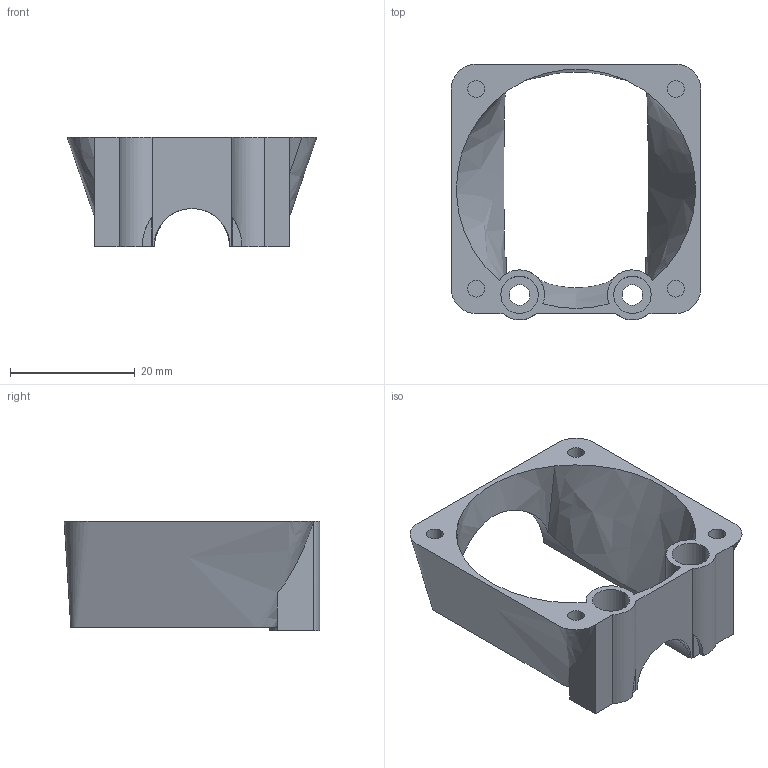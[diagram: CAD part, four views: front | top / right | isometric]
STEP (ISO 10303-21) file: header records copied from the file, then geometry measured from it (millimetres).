
FILE_DESCRIPTION (( 'STEP AP214' ), '1' );
FILE_NAME ('V6_adapter_up.STEP', '2025-02-14T07:20:38', ( '' ), ( '' ), 'SwSTEP 2.0', 'SolidWorks 2024', '' );
FILE_SCHEMA (( 'AUTOMOTIVE_DESIGN' ));
Length unit declared in the file: millimetre
Products named in the file (1): V6_adapter_up
Bounding box: 40 x 40.99 x 17.5 mm (x, y, z)
Volume: 5911.1 mm3; surface area: 5784.9 mm2
Topology: 1 solids, 1 shells, 66 faces, 187 edges, 128 vertices
Faces by surface type: cylinder 32, plane 26, bspline 8
Entity records: 3209 total; most frequent: CARTESIAN_POINT 1465, ORIENTED_EDGE 374, DIRECTION 344, EDGE_CURVE 187, AXIS2_PLACEMENT_3D 133, VERTEX_POINT 128, LINE 78, VECTOR 78
